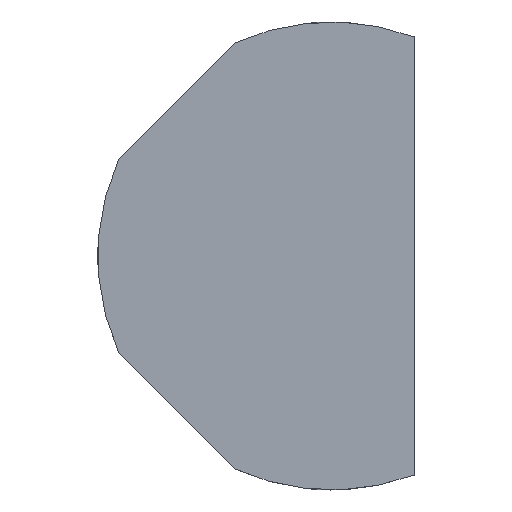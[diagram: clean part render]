
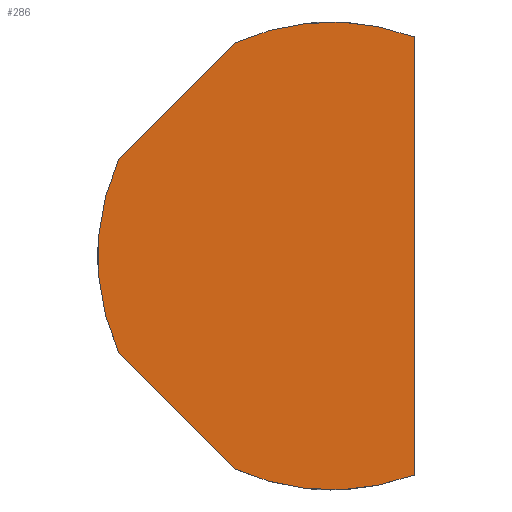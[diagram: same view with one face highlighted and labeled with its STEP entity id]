
A CAD part, top view. The second image highlights one B-rep face of the part: STEP entity #286.
In plain terms, the highlighted planar face has unit normal (0, 0, 1).
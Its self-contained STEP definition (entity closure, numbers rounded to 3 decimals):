
#37=PLANE('',#326);
#39=CIRCLE('',#308,57.8);
#42=CIRCLE('',#314,57.8);
#45=CIRCLE('',#319,57.8);
#69=FACE_OUTER_BOUND('',#89,.T.);
#89=EDGE_LOOP('',(#261,#262,#263,#264,#265,#266));
#111=LINE('',#893,#129);
#113=LINE('',#896,#131);
#115=LINE('',#899,#133);
#129=VECTOR('',#388,10.);
#131=VECTOR('',#392,10.);
#133=VECTOR('',#396,10.);
#139=VERTEX_POINT('',#564);
#140=VERTEX_POINT('',#565);
#147=VERTEX_POINT('',#724);
#148=VERTEX_POINT('',#725);
#155=VERTEX_POINT('',#883);
#156=VERTEX_POINT('',#884);
#165=EDGE_CURVE('',#139,#140,#39,.T.);
#175=EDGE_CURVE('',#147,#148,#42,.T.);
#185=EDGE_CURVE('',#155,#156,#45,.T.);
#189=EDGE_CURVE('',#148,#139,#111,.T.);
#191=EDGE_CURVE('',#140,#155,#113,.T.);
#193=EDGE_CURVE('',#156,#147,#115,.T.);
#261=ORIENTED_EDGE('',*,*,#185,.F.);
#262=ORIENTED_EDGE('',*,*,#191,.F.);
#263=ORIENTED_EDGE('',*,*,#165,.F.);
#264=ORIENTED_EDGE('',*,*,#189,.F.);
#265=ORIENTED_EDGE('',*,*,#175,.F.);
#266=ORIENTED_EDGE('',*,*,#193,.F.);
#286=ADVANCED_FACE('',(#69),#37,.T.);
#308=AXIS2_PLACEMENT_3D('',#566,#348,#349);
#314=AXIS2_PLACEMENT_3D('',#726,#364,#365);
#319=AXIS2_PLACEMENT_3D('',#885,#378,#379);
#326=AXIS2_PLACEMENT_3D('',#902,#400,#401);
#348=DIRECTION('center_axis',(0.,0.,-1.));
#349=DIRECTION('ref_axis',(-0.416,-0.909,0.));
#364=DIRECTION('center_axis',(0.,0.,-1.));
#365=DIRECTION('ref_axis',(0.352,0.936,0.));
#378=DIRECTION('center_axis',(0.,0.,-1.));
#379=DIRECTION('ref_axis',(-0.909,0.416,0.));
#388=DIRECTION('',(0.,-1.,0.));
#392=DIRECTION('',(-0.707,0.707,0.));
#396=DIRECTION('',(0.707,0.707,0.));
#400=DIRECTION('center_axis',(0.,0.,1.));
#401=DIRECTION('ref_axis',(1.,0.,0.));
#564=CARTESIAN_POINT('',(20.35,-54.099,10.));
#565=CARTESIAN_POINT('',(-24.045,-52.561,10.));
#566=CARTESIAN_POINT('Origin',(0.,0.,
10.));
#724=CARTESIAN_POINT('',(-24.045,52.561,10.));
#725=CARTESIAN_POINT('',(20.35,54.099,10.));
#726=CARTESIAN_POINT('Origin',(0.,0.,
10.));
#883=CARTESIAN_POINT('',(-52.561,-24.045,10.));
#884=CARTESIAN_POINT('',(-52.561,24.045,10.));
#885=CARTESIAN_POINT('Origin',(0.,0.,
10.));
#893=CARTESIAN_POINT('',(20.35,-27.05,10.));
#896=CARTESIAN_POINT('',(-50.113,-26.493,10.));
#899=CARTESIAN_POINT('',(-35.855,40.751,10.));
#902=CARTESIAN_POINT('Origin',(-18.725,0.,10.));
